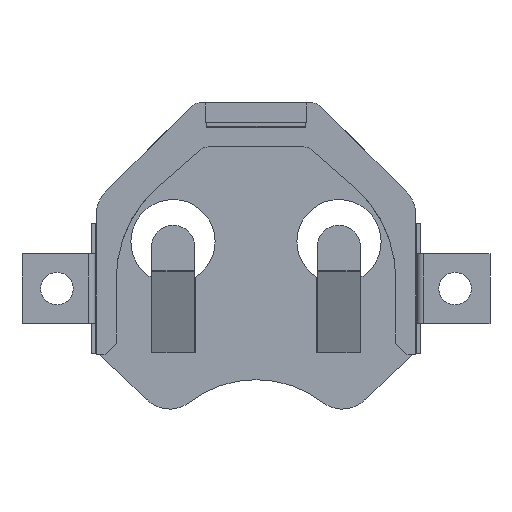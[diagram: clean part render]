
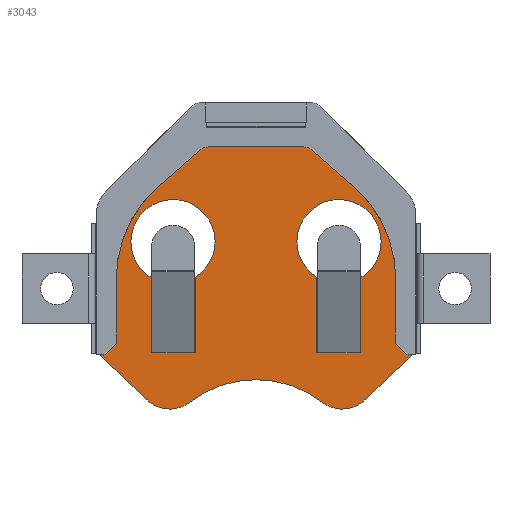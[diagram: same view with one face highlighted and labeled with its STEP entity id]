
A CAD part, front view. The second image highlights one B-rep face of the part: STEP entity #3043.
In plain terms, the highlighted planar face has unit normal (0, -1, 0).
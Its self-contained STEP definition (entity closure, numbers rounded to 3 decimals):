
#42=FACE_BOUND('',#371,.T.);
#43=FACE_BOUND('',#372,.T.);
#59=PLANE('',#3258);
#194=FACE_OUTER_BOUND('',#370,.T.);
#370=EDGE_LOOP('',(#2075,#2076,#2077,#2078,#2079,#2080,#2081,#2082,#2083,
#2084));
#371=EDGE_LOOP('',(#2085,#2086,#2087,#2088,#2089,#2090));
#372=EDGE_LOOP('',(#2091,#2092,#2093,#2094,#2095,#2096));
#566=LINE('',#4454,#903);
#588=LINE('',#4500,#925);
#617=LINE('',#4562,#954);
#618=LINE('',#4564,#955);
#619=LINE('',#4566,#956);
#620=LINE('',#4568,#957);
#621=LINE('',#4569,#958);
#622=LINE('',#4572,#959);
#623=LINE('',#4573,#960);
#624=LINE('',#4577,#961);
#625=LINE('',#4579,#962);
#626=LINE('',#4581,#963);
#627=LINE('',#4582,#964);
#628=LINE('',#4585,#965);
#629=LINE('',#4588,#966);
#630=LINE('',#4590,#967);
#631=LINE('',#4591,#968);
#903=VECTOR('',#3572,1000.);
#925=VECTOR('',#3602,1000.);
#954=VECTOR('',#3641,1000.);
#955=VECTOR('',#3642,1000.);
#956=VECTOR('',#3643,1000.);
#957=VECTOR('',#3644,1000.);
#958=VECTOR('',#3645,1000.);
#959=VECTOR('',#3648,1000.);
#960=VECTOR('',#3649,1000.);
#961=VECTOR('',#3652,1000.);
#962=VECTOR('',#3653,1000.);
#963=VECTOR('',#3654,1000.);
#964=VECTOR('',#3655,1000.);
#965=VECTOR('',#3656,1000.);
#966=VECTOR('',#3659,1000.);
#967=VECTOR('',#3660,1000.);
#968=VECTOR('',#3661,1000.);
#1217=CIRCLE('',#3241,2.362);
#1219=CIRCLE('',#3244,2.362);
#1223=CIRCLE('',#3259,7.925);
#1224=CIRCLE('',#3260,3.061);
#1225=CIRCLE('',#3261,3.061);
#1302=VERTEX_POINT('',#4393);
#1303=VERTEX_POINT('',#4395);
#1306=VERTEX_POINT('',#4402);
#1307=VERTEX_POINT('',#4404);
#1326=VERTEX_POINT('',#4451);
#1327=VERTEX_POINT('',#4453);
#1346=VERTEX_POINT('',#4497);
#1347=VERTEX_POINT('',#4499);
#1374=VERTEX_POINT('',#4560);
#1375=VERTEX_POINT('',#4561);
#1376=VERTEX_POINT('',#4563);
#1377=VERTEX_POINT('',#4565);
#1378=VERTEX_POINT('',#4567);
#1379=VERTEX_POINT('',#4571);
#1380=VERTEX_POINT('',#4574);
#1381=VERTEX_POINT('',#4575);
#1382=VERTEX_POINT('',#4578);
#1383=VERTEX_POINT('',#4580);
#1384=VERTEX_POINT('',#4583);
#1385=VERTEX_POINT('',#4584);
#1386=VERTEX_POINT('',#4586);
#1387=VERTEX_POINT('',#4589);
#1558=EDGE_CURVE('',#1302,#1303,#1217,.T.);
#1562=EDGE_CURVE('',#1306,#1307,#1219,.T.);
#1586=EDGE_CURVE('',#1327,#1326,#566,.T.);
#1608=EDGE_CURVE('',#1347,#1346,#588,.T.);
#1640=EDGE_CURVE('',#1374,#1375,#617,.T.);
#1641=EDGE_CURVE('',#1376,#1374,#618,.T.);
#1642=EDGE_CURVE('',#1377,#1376,#619,.T.);
#1643=EDGE_CURVE('',#1378,#1377,#620,.T.);
#1644=EDGE_CURVE('',#1303,#1378,#621,.T.);
#1645=EDGE_CURVE('',#1307,#1302,#1223,.T.);
#1646=EDGE_CURVE('',#1379,#1306,#622,.T.);
#1647=EDGE_CURVE('',#1375,#1379,#623,.T.);
#1648=EDGE_CURVE('',#1380,#1381,#1224,.T.);
#1649=EDGE_CURVE('',#1381,#1347,#624,.T.);
#1650=EDGE_CURVE('',#1382,#1346,#625,.T.);
#1651=EDGE_CURVE('',#1382,#1383,#626,.T.);
#1652=EDGE_CURVE('',#1383,#1380,#627,.T.);
#1653=EDGE_CURVE('',#1384,#1385,#628,.T.);
#1654=EDGE_CURVE('',#1385,#1386,#1225,.T.);
#1655=EDGE_CURVE('',#1386,#1327,#629,.T.);
#1656=EDGE_CURVE('',#1326,#1387,#630,.T.);
#1657=EDGE_CURVE('',#1387,#1384,#631,.T.);
#2075=ORIENTED_EDGE('',*,*,#1640,.F.);
#2076=ORIENTED_EDGE('',*,*,#1641,.F.);
#2077=ORIENTED_EDGE('',*,*,#1642,.F.);
#2078=ORIENTED_EDGE('',*,*,#1643,.F.);
#2079=ORIENTED_EDGE('',*,*,#1644,.F.);
#2080=ORIENTED_EDGE('',*,*,#1558,.F.);
#2081=ORIENTED_EDGE('',*,*,#1645,.F.);
#2082=ORIENTED_EDGE('',*,*,#1562,.F.);
#2083=ORIENTED_EDGE('',*,*,#1646,.F.);
#2084=ORIENTED_EDGE('',*,*,#1647,.F.);
#2085=ORIENTED_EDGE('',*,*,#1648,.T.);
#2086=ORIENTED_EDGE('',*,*,#1649,.T.);
#2087=ORIENTED_EDGE('',*,*,#1608,.T.);
#2088=ORIENTED_EDGE('',*,*,#1650,.F.);
#2089=ORIENTED_EDGE('',*,*,#1651,.T.);
#2090=ORIENTED_EDGE('',*,*,#1652,.T.);
#2091=ORIENTED_EDGE('',*,*,#1653,.T.);
#2092=ORIENTED_EDGE('',*,*,#1654,.T.);
#2093=ORIENTED_EDGE('',*,*,#1655,.T.);
#2094=ORIENTED_EDGE('',*,*,#1586,.T.);
#2095=ORIENTED_EDGE('',*,*,#1656,.T.);
#2096=ORIENTED_EDGE('',*,*,#1657,.T.);
#3043=ADVANCED_FACE('',(#194,#42,#43),#59,.F.);
#3241=AXIS2_PLACEMENT_3D('',#4396,#3529,#3530);
#3244=AXIS2_PLACEMENT_3D('',#4405,#3537,#3538);
#3258=AXIS2_PLACEMENT_3D('',#4559,#3639,#3640);
#3259=AXIS2_PLACEMENT_3D('',#4570,#3646,#3647);
#3260=AXIS2_PLACEMENT_3D('',#4576,#3650,#3651);
#3261=AXIS2_PLACEMENT_3D('',#4587,#3657,#3658);
#3529=DIRECTION('center_axis',(0.,1.,0.));
#3530=DIRECTION('ref_axis',(0.,0.,-1.));
#3537=DIRECTION('center_axis',(0.,1.,0.));
#3538=DIRECTION('ref_axis',(0.,0.,1.));
#3572=DIRECTION('',(-1.,0.,0.));
#3602=DIRECTION('',(-1.,0.,0.));
#3639=DIRECTION('center_axis',(0.,1.,0.));
#3640=DIRECTION('ref_axis',(0.,0.,1.));
#3641=DIRECTION('',(0.745,0.,-0.667));
#3642=DIRECTION('',(1.,0.,0.));
#3643=DIRECTION('',(0.745,0.,0.667));
#3644=DIRECTION('',(0.,0.,1.));
#3645=DIRECTION('',(-0.719,0.,0.695));
#3646=DIRECTION('center_axis',(0.,-1.,0.));
#3647=DIRECTION('ref_axis',(0.,0.,1.));
#3648=DIRECTION('',(-0.719,0.,-0.695));
#3649=DIRECTION('',(0.,0.,-1.));
#3650=DIRECTION('center_axis',(0.,1.,0.));
#3651=DIRECTION('ref_axis',(0.,0.,1.));
#3652=DIRECTION('',(0.,0.,-1.));
#3653=DIRECTION('',(1.,0.,0.));
#3654=DIRECTION('',(-1.,0.,0.));
#3655=DIRECTION('',(0.,0.,1.));
#3656=DIRECTION('',(0.,0.,1.));
#3657=DIRECTION('center_axis',(0.,1.,0.));
#3658=DIRECTION('ref_axis',(0.,0.,-1.));
#3659=DIRECTION('',(0.,0.,-1.));
#3660=DIRECTION('',(-1.,0.,0.));
#3661=DIRECTION('',(-1.,0.,0.));
#4393=CARTESIAN_POINT('',(-4.841,7.239,-10.333));
#4395=CARTESIAN_POINT('',(-7.924,7.239,-10.161));
#4396=CARTESIAN_POINT('Origin',(-6.283,7.239,-8.462));
#4402=CARTESIAN_POINT('',(7.913,7.239,-10.161));
#4404=CARTESIAN_POINT('',(4.831,7.239,-10.333));
#4405=CARTESIAN_POINT('Origin',(6.272,7.239,-8.462));
#4451=CARTESIAN_POINT('',(-4.463,7.239,-6.731));
#4453=CARTESIAN_POINT('',(-4.438,7.239,-6.731));
#4454=CARTESIAN_POINT('',(-7.613,7.239,-6.731));
#4497=CARTESIAN_POINT('',(7.577,7.239,-6.731));
#4499=CARTESIAN_POINT('',(7.602,7.239,-6.731));
#4500=CARTESIAN_POINT('',(7.602,7.239,-6.731));
#4559=CARTESIAN_POINT('Origin',(6.272,7.239,-8.462));
#4560=CARTESIAN_POINT('',(3.779,7.239,9.474));
#4561=CARTESIAN_POINT('',(11.412,7.239,2.642));
#4562=CARTESIAN_POINT('',(3.779,7.239,9.474));
#4563=CARTESIAN_POINT('',(-3.79,7.239,9.474));
#4564=CARTESIAN_POINT('',(-3.79,7.239,9.474));
#4565=CARTESIAN_POINT('',(-11.423,7.239,2.642));
#4566=CARTESIAN_POINT('',(-3.79,7.239,9.474));
#4567=CARTESIAN_POINT('',(-11.423,7.239,-6.782));
#4568=CARTESIAN_POINT('',(-11.423,7.239,2.642));
#4569=CARTESIAN_POINT('',(-11.423,7.239,-6.782));
#4570=CARTESIAN_POINT('Origin',(-0.005,7.239,-16.612));
#4571=CARTESIAN_POINT('',(11.412,7.239,-6.782));
#4572=CARTESIAN_POINT('',(11.412,7.239,-6.782));
#4573=CARTESIAN_POINT('',(11.412,7.239,2.642));
#4574=CARTESIAN_POINT('',(4.427,7.239,-1.263));
#4575=CARTESIAN_POINT('',(7.602,7.239,-1.278));
#4576=CARTESIAN_POINT('Origin',(6.027,7.239,1.346));
#4577=CARTESIAN_POINT('',(7.602,7.239,-1.278));
#4578=CARTESIAN_POINT('',(4.452,7.239,-6.731));
#4579=CARTESIAN_POINT('',(7.577,7.239,-6.731));
#4580=CARTESIAN_POINT('',(4.427,7.239,-6.731));
#4581=CARTESIAN_POINT('',(7.602,7.239,-6.731));
#4582=CARTESIAN_POINT('',(4.427,7.239,-6.731));
#4583=CARTESIAN_POINT('',(-7.613,7.239,-6.731));
#4584=CARTESIAN_POINT('',(-7.613,7.239,-1.278));
#4585=CARTESIAN_POINT('',(-7.613,7.239,-1.278));
#4586=CARTESIAN_POINT('',(-4.438,7.239,-1.263));
#4587=CARTESIAN_POINT('Origin',(-6.038,7.239,1.346));
#4588=CARTESIAN_POINT('',(-4.438,7.239,-6.731));
#4589=CARTESIAN_POINT('',(-7.587,7.239,-6.731));
#4590=CARTESIAN_POINT('',(-7.587,7.239,-6.731));
#4591=CARTESIAN_POINT('',(-7.613,7.239,-6.731));
